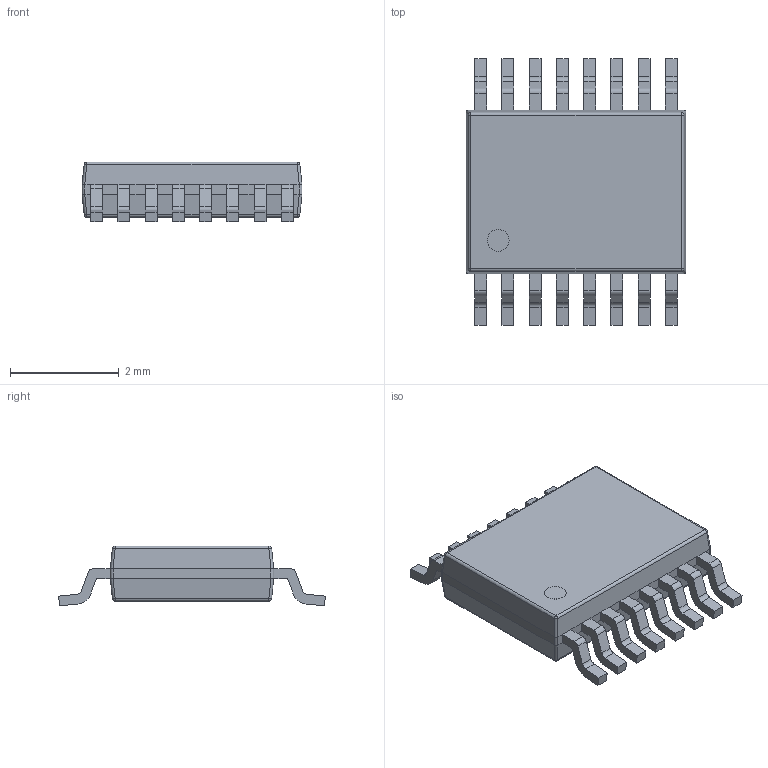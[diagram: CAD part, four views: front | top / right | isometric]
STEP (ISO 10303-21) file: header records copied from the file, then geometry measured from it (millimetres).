
FILE_DESCRIPTION(/* description */ (''),/* implementation_level */ '2;1');
FILE_NAME(/* name */ 'Analog Devices - MSOP-16 EP.step',/* time_stamp */ '2020-07-27T22:04:11+01:00',/* author */ (''),/* organization */ (''),/* preprocessor_version */ 'ST-DEVELOPER v18.1',/* originating_system */ 'Autodesk Translation Framework v9.3.0.1241',/* authorisation */ '');
FILE_SCHEMA (('AUTOMOTIVE_DESIGN { 1 0 10303 214 3 1 1 }'));
Length unit declared in the file: millimetre
Products named in the file (1): Analog Devices - MSOP-16
Bounding box: 4.04 x 4.9 x 1.1 mm (x, y, z)
Volume: 12.8 mm3; surface area: 52.4 mm2
Topology: 1 solids, 1 shells, 273 faces, 719 edges, 450 vertices
Faces by surface type: plane 196, cylinder 69, sphere 8
Full cylindrical faces by diameter (mm): 0.4 x1
Entity records: 8507 total; most frequent: CARTESIAN_POINT 1443, ORIENTED_EDGE 1438, DIRECTION 1397, EDGE_CURVE 719, LINE 589, VECTOR 589, VERTEX_POINT 450, AXIS2_PLACEMENT_3D 404
